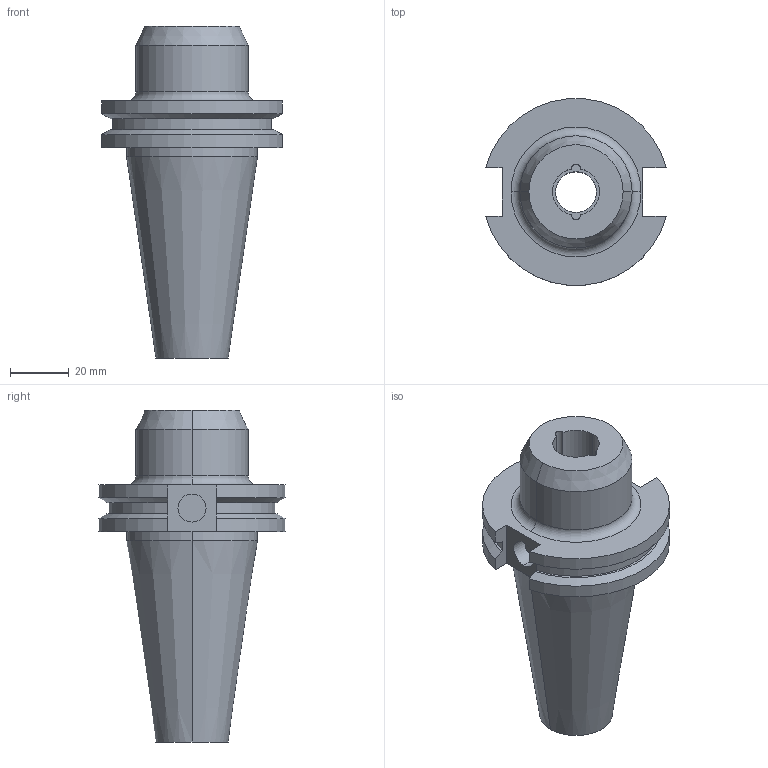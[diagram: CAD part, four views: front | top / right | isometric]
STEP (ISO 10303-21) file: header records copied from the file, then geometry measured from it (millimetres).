
FILE_DESCRIPTION (( 'STEP AP203' ), '1' );
FILE_NAME ('STP-TE-22919-1.75B.STEP', '2016-10-04T08:59:06', ( 'user' ), ( '' ), 'SwSTEP 2.0', 'SolidWorks 2015', '' );
FILE_SCHEMA (( 'CONFIG_CONTROL_DESIGN' ));
Length unit declared in the file: millimetre
Products named in the file (1): STP-TE-22919-1.75B
Bounding box: 61.35 x 63.26 x 112.7 mm (x, y, z)
Volume: 120013.7 mm3; surface area: 25079.1 mm2
Topology: 1 solids, 1 shells, 58 faces, 141 edges, 92 vertices
Faces by surface type: cylinder 29, plane 19, cone 8, torus 2
Entity records: 1816 total; most frequent: DIRECTION 321, CARTESIAN_POINT 316, ORIENTED_EDGE 282, EDGE_CURVE 141, AXIS2_PLACEMENT_3D 129, VERTEX_POINT 92, CIRCLE 70, EDGE_LOOP 67
